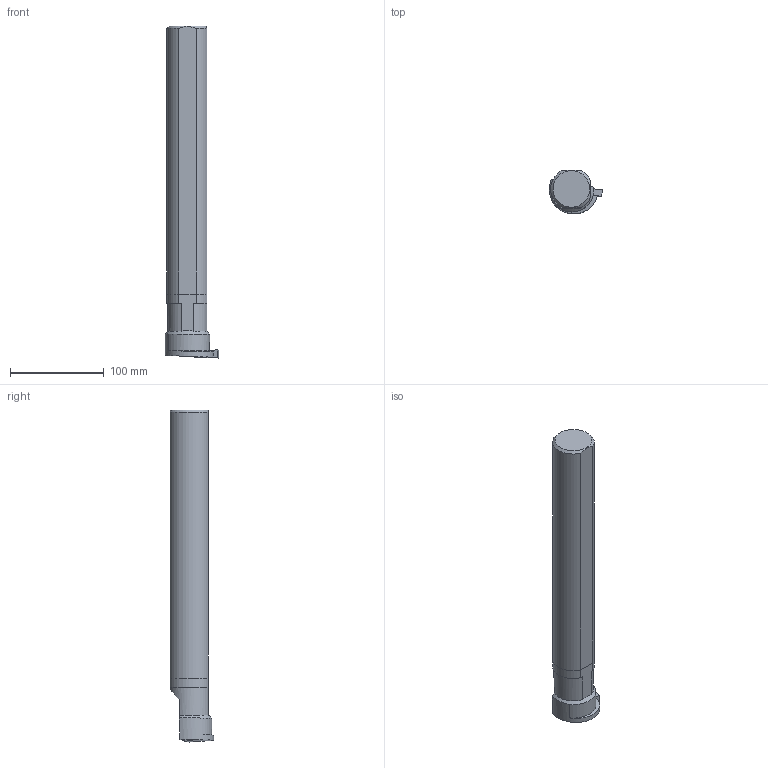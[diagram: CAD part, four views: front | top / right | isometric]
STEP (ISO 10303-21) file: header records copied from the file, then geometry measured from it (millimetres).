
FILE_DESCRIPTION(/* description */ (''),/* implementation_level */ '2;1');
FILE_NAME(/* name */ 'CNL0017514-26AHD.stp',/* time_stamp */ '2018-03-29T15:40:05+05:00',/* author */ (''),/* organization */ (''),/* preprocessor_version */ 'ST-DEVELOPER v16',/* originating_system */ 'SIEMENS PLM Software NX 11.0',/* authorisation */ '');
FILE_SCHEMA (('AUTOMOTIVE_DESIGN { 1 0 10303 214 3 1 1 1 }'));
Length unit declared in the file: millimetre
Products named in the file (1): inpu147C46878m83
Bounding box: 57.07 x 46.36 x 355.1 mm (x, y, z)
Volume: 505113.4 mm3; surface area: 55691.9 mm2
Topology: 3 solids, 3 shells, 46 faces, 120 edges, 80 vertices
Faces by surface type: plane 30, cylinder 12, cone 4
Entity records: 1506 total; most frequent: CARTESIAN_POINT 300, DIRECTION 240, ORIENTED_EDGE 236, EDGE_CURVE 118, AXIS2_PLACEMENT_3D 83, VERTEX_POINT 79, LINE 74, VECTOR 74
